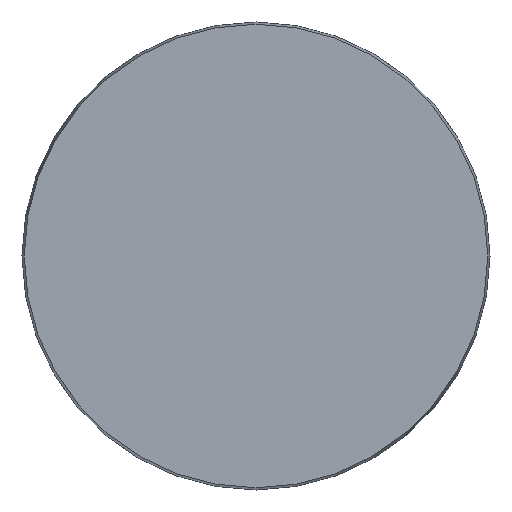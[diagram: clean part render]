
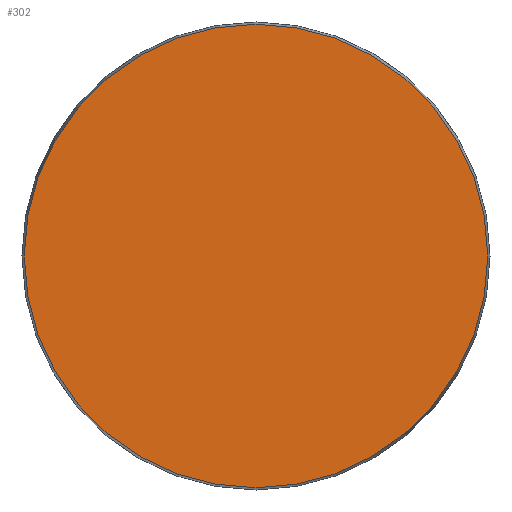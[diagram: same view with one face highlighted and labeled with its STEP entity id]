
A CAD part, front view. The second image highlights one B-rep face of the part: STEP entity #302.
In plain terms, the highlighted planar face has unit normal (0, -1, 0).
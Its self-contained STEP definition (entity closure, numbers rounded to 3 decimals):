
#31 = CIRCLE ( 'NONE', #40, 58.425 ) ;
#40 = AXIS2_PLACEMENT_3D ( 'NONE', #205, #117, #82 ) ;
#82 = DIRECTION ( 'NONE',  ( 0., 0., -1. ) ) ;
#117 = DIRECTION ( 'NONE',  ( 0., -1., 0. ) ) ;
#205 = CARTESIAN_POINT ( 'NONE',  ( 0., 0., 0. ) ) ;
#221 = DIRECTION ( 'NONE',  ( 0., 0., 1. ) ) ;
#226 = AXIS2_PLACEMENT_3D ( 'NONE', #309, #305, #221 ) ;
#279 = PLANE ( 'NONE',  #226 ) ;
#302 = ADVANCED_FACE ( 'NONE', ( #353 ), #279, .F. ) ;
#304 = VERTEX_POINT ( 'NONE', #343 ) ;
#305 = DIRECTION ( 'NONE',  ( 0., 1., 0. ) ) ;
#309 = CARTESIAN_POINT ( 'NONE',  ( -58.425, 0., 0. ) ) ;
#343 = CARTESIAN_POINT ( 'NONE',  ( 0., 0., -58.425 ) ) ;
#353 = FACE_OUTER_BOUND ( 'NONE', #533, .T. ) ;
#373 = ORIENTED_EDGE ( 'NONE', *, *, #421, .T. ) ;
#421 = EDGE_CURVE ( 'NONE', #304, #304, #31, .T. ) ;
#533 = EDGE_LOOP ( 'NONE', ( #373 ) ) ;
